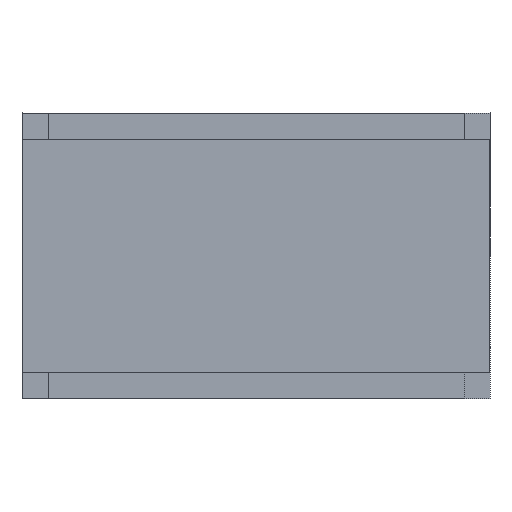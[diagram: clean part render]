
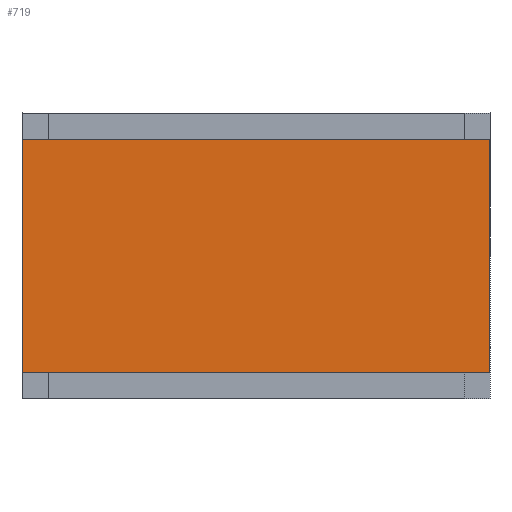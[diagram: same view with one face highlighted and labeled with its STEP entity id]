
A CAD part, front view. The second image highlights one B-rep face of the part: STEP entity #719.
In plain terms, the highlighted planar face has unit normal (0, -1, 0).
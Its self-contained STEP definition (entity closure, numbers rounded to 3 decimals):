
#39 = CARTESIAN_POINT ( 'NONE',  ( -931.43, 6.992, 0. ) ) ;
#71 = VECTOR ( 'NONE', #570, 1000. ) ;
#116 = CARTESIAN_POINT ( 'NONE',  ( -31.43, 6.992, 0. ) ) ;
#132 = VERTEX_POINT ( 'NONE', #39 ) ;
#147 = CARTESIAN_POINT ( 'NONE',  ( -931.43, 6.992, -450. ) ) ;
#269 = FACE_OUTER_BOUND ( 'NONE', #589, .T. ) ;
#282 = AXIS2_PLACEMENT_3D ( 'NONE', #700, #555, #850 ) ;
#309 = DIRECTION ( 'NONE',  ( 1., 0., 0. ) ) ;
#369 = ORIENTED_EDGE ( 'NONE', *, *, #812, .F. ) ;
#398 = LINE ( 'NONE', #888, #794 ) ;
#410 = PLANE ( 'NONE',  #282 ) ;
#413 = VERTEX_POINT ( 'NONE', #594 ) ;
#421 = VERTEX_POINT ( 'NONE', #147 ) ;
#433 = CARTESIAN_POINT ( 'NONE',  ( -31.43, 6.992, -450. ) ) ;
#441 = LINE ( 'NONE', #116, #846 ) ;
#450 = ORIENTED_EDGE ( 'NONE', *, *, #684, .F. ) ;
#472 = EDGE_CURVE ( 'NONE', #132, #413, #441, .T. ) ;
#523 = EDGE_CURVE ( 'NONE', #413, #621, #398, .T. ) ;
#526 = ORIENTED_EDGE ( 'NONE', *, *, #472, .F. ) ;
#543 = DIRECTION ( 'NONE',  ( 0., 0., 1. ) ) ;
#555 = DIRECTION ( 'NONE',  ( 0., 1., 0. ) ) ;
#570 = DIRECTION ( 'NONE',  ( -1., 0., 0. ) ) ;
#589 = EDGE_LOOP ( 'NONE', ( #826, #526, #450, #369 ) ) ;
#594 = CARTESIAN_POINT ( 'NONE',  ( -31.43, 6.992, 0. ) ) ;
#621 = VERTEX_POINT ( 'NONE', #844 ) ;
#684 = EDGE_CURVE ( 'NONE', #421, #132, #915, .T. ) ;
#700 = CARTESIAN_POINT ( 'NONE',  ( -31.43, 6.992, 0. ) ) ;
#714 = CARTESIAN_POINT ( 'NONE',  ( -931.43, 6.992, 0. ) ) ;
#719 = ADVANCED_FACE ( 'NONE', ( #269 ), #410, .F. ) ;
#720 = VECTOR ( 'NONE', #543, 1000. ) ;
#750 = LINE ( 'NONE', #433, #71 ) ;
#761 = DIRECTION ( 'NONE',  ( 0., 0., -1. ) ) ;
#794 = VECTOR ( 'NONE', #761, 1000. ) ;
#812 = EDGE_CURVE ( 'NONE', #621, #421, #750, .T. ) ;
#826 = ORIENTED_EDGE ( 'NONE', *, *, #523, .F. ) ;
#844 = CARTESIAN_POINT ( 'NONE',  ( -31.43, 6.992, -450. ) ) ;
#846 = VECTOR ( 'NONE', #309, 1000. ) ;
#850 = DIRECTION ( 'NONE',  ( 0., 0., 1. ) ) ;
#888 = CARTESIAN_POINT ( 'NONE',  ( -31.43, 6.992, 0. ) ) ;
#915 = LINE ( 'NONE', #714, #720 ) ;
